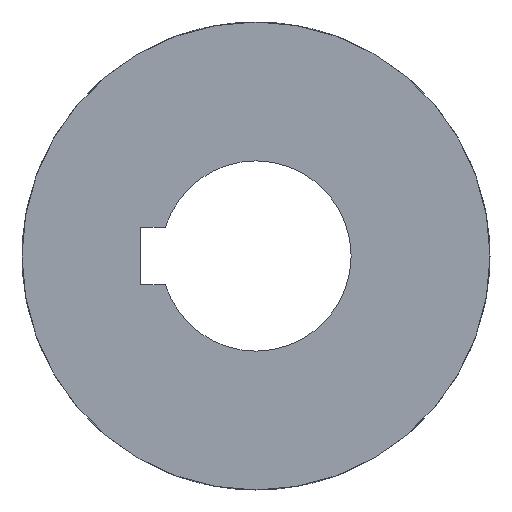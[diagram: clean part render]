
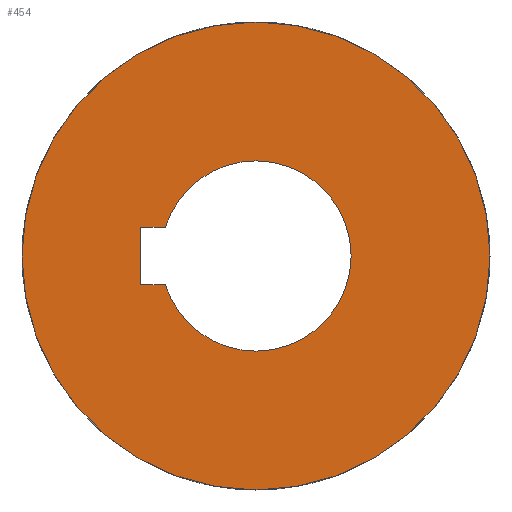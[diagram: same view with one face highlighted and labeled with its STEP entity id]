
A CAD part, left-side view. The second image highlights one B-rep face of the part: STEP entity #454.
In plain terms, the highlighted planar face has unit normal (-1, 0, 0).
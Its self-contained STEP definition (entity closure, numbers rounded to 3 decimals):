
#14 = VECTOR ( 'NONE', #1220, 1000. ) ;
#102 = DIRECTION ( 'NONE',  ( -1., 0., 0. ) ) ;
#120 = CARTESIAN_POINT ( 'NONE',  ( 0., 23.848, -7.5 ) ) ;
#128 = CIRCLE ( 'NONE', #708, 25. ) ;
#131 = LINE ( 'NONE', #509, #1553 ) ;
#146 = ORIENTED_EDGE ( 'NONE', *, *, #417, .F. ) ;
#187 = ORIENTED_EDGE ( 'NONE', *, *, #1388, .T. ) ;
#214 = VERTEX_POINT ( 'NONE', #120 ) ;
#277 = VERTEX_POINT ( 'NONE', #1068 ) ;
#301 = CARTESIAN_POINT ( 'NONE',  ( 0., 0., 25. ) ) ;
#316 = EDGE_CURVE ( 'NONE', #214, #767, #940, .T. ) ;
#368 = AXIS2_PLACEMENT_3D ( 'NONE', #1928, #102, #1805 ) ;
#385 = CARTESIAN_POINT ( 'NONE',  ( 0., 0., 0. ) ) ;
#393 = DIRECTION ( 'NONE',  ( 0., 0., 1. ) ) ;
#417 = EDGE_CURVE ( 'NONE', #1060, #1062, #1777, .T. ) ;
#428 = EDGE_LOOP ( 'NONE', ( #1964, #187, #146, #1317, #1541, #1518 ) ) ;
#431 = AXIS2_PLACEMENT_3D ( 'NONE', #385, #1620, #696 ) ;
#454 = ADVANCED_FACE ( 'NONE', ( #541, #1434 ), #543, .F. ) ;
#483 = CARTESIAN_POINT ( 'NONE',  ( 0., 0., -61.5 ) ) ;
#508 = EDGE_CURVE ( 'NONE', #1493, #720, #762, .T. ) ;
#509 = CARTESIAN_POINT ( 'NONE',  ( 0., 30.3, -7.5 ) ) ;
#541 = FACE_OUTER_BOUND ( 'NONE', #1831, .T. ) ;
#543 = PLANE ( 'NONE',  #431 ) ;
#544 = DIRECTION ( 'NONE',  ( 0., 0., -1. ) ) ;
#583 = VECTOR ( 'NONE', #1011, 1000. ) ;
#643 = DIRECTION ( 'NONE',  ( -1., 0., 0. ) ) ;
#659 = EDGE_CURVE ( 'NONE', #277, #1060, #1264, .T. ) ;
#693 = CARTESIAN_POINT ( 'NONE',  ( 0., 30.3, 7.5 ) ) ;
#696 = DIRECTION ( 'NONE',  ( 0., 0., -1. ) ) ;
#708 = AXIS2_PLACEMENT_3D ( 'NONE', #1774, #1440, #544 ) ;
#720 = VERTEX_POINT ( 'NONE', #483 ) ;
#762 = CIRCLE ( 'NONE', #879, 61.5 ) ;
#767 = VERTEX_POINT ( 'NONE', #1829 ) ;
#879 = AXIS2_PLACEMENT_3D ( 'NONE', #1160, #1305, #393 ) ;
#881 = CARTESIAN_POINT ( 'NONE',  ( 0., 0., 61.5 ) ) ;
#926 = DIRECTION ( 'NONE',  ( 0., 0., -1. ) ) ;
#940 = LINE ( 'NONE', #1084, #14 ) ;
#972 = ORIENTED_EDGE ( 'NONE', *, *, #1471, .T. ) ;
#976 = AXIS2_PLACEMENT_3D ( 'NONE', #978, #1880, #1031 ) ;
#978 = CARTESIAN_POINT ( 'NONE',  ( 0., 0., 0. ) ) ;
#999 = DIRECTION ( 'NONE',  ( 0., 0., 1. ) ) ;
#1011 = DIRECTION ( 'NONE',  ( 0., -1., 0. ) ) ;
#1031 = DIRECTION ( 'NONE',  ( 0., 0., -1. ) ) ;
#1060 = VERTEX_POINT ( 'NONE', #301 ) ;
#1062 = VERTEX_POINT ( 'NONE', #1826 ) ;
#1068 = CARTESIAN_POINT ( 'NONE',  ( 0., 0., -25. ) ) ;
#1084 = CARTESIAN_POINT ( 'NONE',  ( 0., 23.848, -7.5 ) ) ;
#1160 = CARTESIAN_POINT ( 'NONE',  ( 0., 0., 0. ) ) ;
#1220 = DIRECTION ( 'NONE',  ( 0., 1., 0. ) ) ;
#1264 = CIRCLE ( 'NONE', #1868, 25. ) ;
#1305 = DIRECTION ( 'NONE',  ( -1., 0., 0. ) ) ;
#1317 = ORIENTED_EDGE ( 'NONE', *, *, #659, .F. ) ;
#1327 = EDGE_CURVE ( 'NONE', #767, #1469, #131, .T. ) ;
#1388 = EDGE_CURVE ( 'NONE', #1469, #1062, #1507, .T. ) ;
#1420 = CARTESIAN_POINT ( 'NONE',  ( 0., 0., 0. ) ) ;
#1434 = FACE_BOUND ( 'NONE', #428, .T. ) ;
#1440 = DIRECTION ( 'NONE',  ( -1., 0., 0. ) ) ;
#1469 = VERTEX_POINT ( 'NONE', #693 ) ;
#1471 = EDGE_CURVE ( 'NONE', #720, #1493, #1839, .T. ) ;
#1493 = VERTEX_POINT ( 'NONE', #881 ) ;
#1507 = LINE ( 'NONE', #1768, #583 ) ;
#1518 = ORIENTED_EDGE ( 'NONE', *, *, #316, .T. ) ;
#1541 = ORIENTED_EDGE ( 'NONE', *, *, #1953, .F. ) ;
#1553 = VECTOR ( 'NONE', #999, 1000. ) ;
#1620 = DIRECTION ( 'NONE',  ( 1., 0., 0. ) ) ;
#1673 = ORIENTED_EDGE ( 'NONE', *, *, #508, .T. ) ;
#1768 = CARTESIAN_POINT ( 'NONE',  ( 0., 30.3, 7.5 ) ) ;
#1774 = CARTESIAN_POINT ( 'NONE',  ( 0., 0., 0. ) ) ;
#1777 = CIRCLE ( 'NONE', #976, 25. ) ;
#1805 = DIRECTION ( 'NONE',  ( 0., 0., 1. ) ) ;
#1826 = CARTESIAN_POINT ( 'NONE',  ( 0., 23.848, 7.5 ) ) ;
#1829 = CARTESIAN_POINT ( 'NONE',  ( 0., 30.3, -7.5 ) ) ;
#1831 = EDGE_LOOP ( 'NONE', ( #1673, #972 ) ) ;
#1839 = CIRCLE ( 'NONE', #368, 61.5 ) ;
#1868 = AXIS2_PLACEMENT_3D ( 'NONE', #1420, #643, #926 ) ;
#1880 = DIRECTION ( 'NONE',  ( -1., 0., 0. ) ) ;
#1928 = CARTESIAN_POINT ( 'NONE',  ( 0., 0., 0. ) ) ;
#1953 = EDGE_CURVE ( 'NONE', #214, #277, #128, .T. ) ;
#1964 = ORIENTED_EDGE ( 'NONE', *, *, #1327, .T. ) ;
